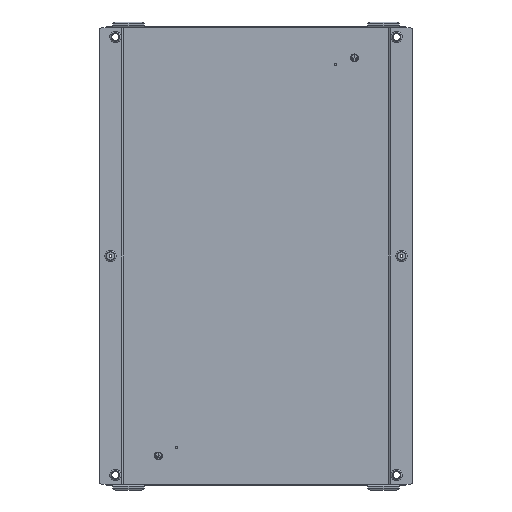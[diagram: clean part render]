
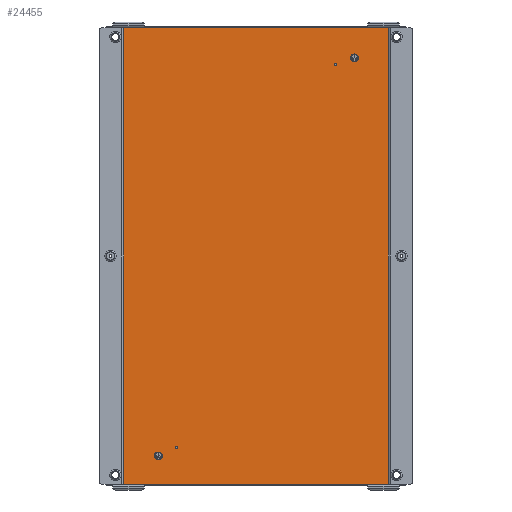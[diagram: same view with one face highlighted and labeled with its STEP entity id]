
A CAD part, front view. The second image highlights one B-rep face of the part: STEP entity #24455.
In plain terms, the highlighted planar face has unit normal (0, -1, 0).
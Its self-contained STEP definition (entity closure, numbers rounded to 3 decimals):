
#279 = LINE ( 'NONE', #15829, #7843 ) ;
#346 = VERTEX_POINT ( 'NONE', #8877 ) ;
#365 = EDGE_CURVE ( 'NONE', #346, #6519, #34325, .T. ) ;
#3067 = DIRECTION ( 'NONE',  ( 0., 0., 1. ) ) ;
#3373 = CARTESIAN_POINT ( 'NONE',  ( 338.75, -1.5, 587. ) ) ;
#4250 = DIRECTION ( 'NONE',  ( 0., -1., 0. ) ) ;
#4521 = EDGE_LOOP ( 'NONE', ( #25752, #21756, #8200, #15206 ) ) ;
#5533 = VECTOR ( 'NONE', #21922, 1000. ) ;
#6519 = VERTEX_POINT ( 'NONE', #11729 ) ;
#7082 = VECTOR ( 'NONE', #26486, 1000. ) ;
#7156 = VERTEX_POINT ( 'NONE', #9318 ) ;
#7843 = VECTOR ( 'NONE', #3067, 1000. ) ;
#8200 = ORIENTED_EDGE ( 'NONE', *, *, #365, .F. ) ;
#8877 = CARTESIAN_POINT ( 'NONE',  ( 338.75, -1.5, 584. ) ) ;
#9318 = CARTESIAN_POINT ( 'NONE',  ( -338.75, -1.5, 584. ) ) ;
#9888 = LINE ( 'NONE', #13225, #5533 ) ;
#10955 = EDGE_CURVE ( 'NONE', #6519, #28208, #9888, .T. ) ;
#11729 = CARTESIAN_POINT ( 'NONE',  ( 338.75, -1.5, -584. ) ) ;
#13225 = CARTESIAN_POINT ( 'NONE',  ( 338.75, -1.5, -584. ) ) ;
#15206 = ORIENTED_EDGE ( 'NONE', *, *, #31959, .F. ) ;
#15829 = CARTESIAN_POINT ( 'NONE',  ( -338.75, -1.5, -587. ) ) ;
#16049 = FACE_OUTER_BOUND ( 'NONE', #4521, .T. ) ;
#19208 = PLANE ( 'NONE',  #34141 ) ;
#20731 = CARTESIAN_POINT ( 'NONE',  ( -338.75, -1.5, 584. ) ) ;
#21756 = ORIENTED_EDGE ( 'NONE', *, *, #10955, .F. ) ;
#21922 = DIRECTION ( 'NONE',  ( -1., 0., 0. ) ) ;
#24455 = ADVANCED_FACE ( 'NONE', ( #16049 ), #19208, .T. ) ;
#25752 = ORIENTED_EDGE ( 'NONE', *, *, #28157, .F. ) ;
#26486 = DIRECTION ( 'NONE',  ( 1., 0., 0. ) ) ;
#28157 = EDGE_CURVE ( 'NONE', #28208, #7156, #279, .T. ) ;
#28208 = VERTEX_POINT ( 'NONE', #31628 ) ;
#29872 = VECTOR ( 'NONE', #30609, 1000. ) ;
#30609 = DIRECTION ( 'NONE',  ( 0., 0., -1. ) ) ;
#31282 = CARTESIAN_POINT ( 'NONE',  ( 0., -1.5, 0. ) ) ;
#31628 = CARTESIAN_POINT ( 'NONE',  ( -338.75, -1.5, -584. ) ) ;
#31959 = EDGE_CURVE ( 'NONE', #7156, #346, #38951, .T. ) ;
#34141 = AXIS2_PLACEMENT_3D ( 'NONE', #31282, #4250, #37414 ) ;
#34325 = LINE ( 'NONE', #3373, #29872 ) ;
#37414 = DIRECTION ( 'NONE',  ( 0., 0., -1. ) ) ;
#38951 = LINE ( 'NONE', #20731, #7082 ) ;
